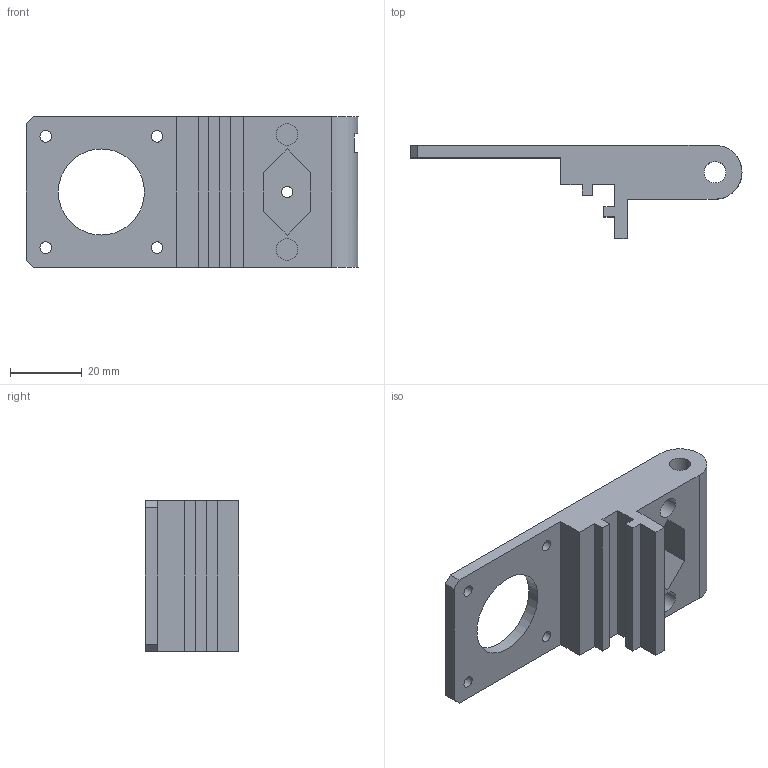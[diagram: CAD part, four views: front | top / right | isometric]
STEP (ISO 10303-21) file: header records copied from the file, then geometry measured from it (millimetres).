
FILE_DESCRIPTION(('FreeCAD Model'),'2;1');
FILE_NAME('x-motor-idler-bowden-15x15-M5-x1.step','2019-07-13T11:18:16',( 'Author'),(''),'Open CASCADE STEP processor 6.8','FreeCAD','Unknown' );
FILE_SCHEMA(('AUTOMOTIVE_DESIGN_CC2 { 1 2 10303 214 -1 1 5 4 }'));
Length unit declared in the file: millimetre
Products named in the file (2): ASSEMBLY; x-motor-idler-bowden-M5
Assembly tree (1 placements, depth 2):
  ASSEMBLY
    x-motor-idler-bowden-M5
Bounding box: 92.5 x 25.95 x 42 mm (x, y, z)
Volume: 30109.8 mm3; surface area: 13403.2 mm2
Topology: 1 solids, 1 shells, 46 faces, 122 edges, 82 vertices
Faces by surface type: plane 35, cylinder 11
Full cylindrical faces by diameter (mm): 3.2 x5, 6 x4, 24 x1
Entity records: 3210 total; most frequent: CARTESIAN_POINT 674, DIRECTION 463, LINE 292, VECTOR 292, ORIENTED_EDGE 244, PCURVE 244, DEFINITIONAL_REPRESENTATION 244, EDGE_CURVE 122
